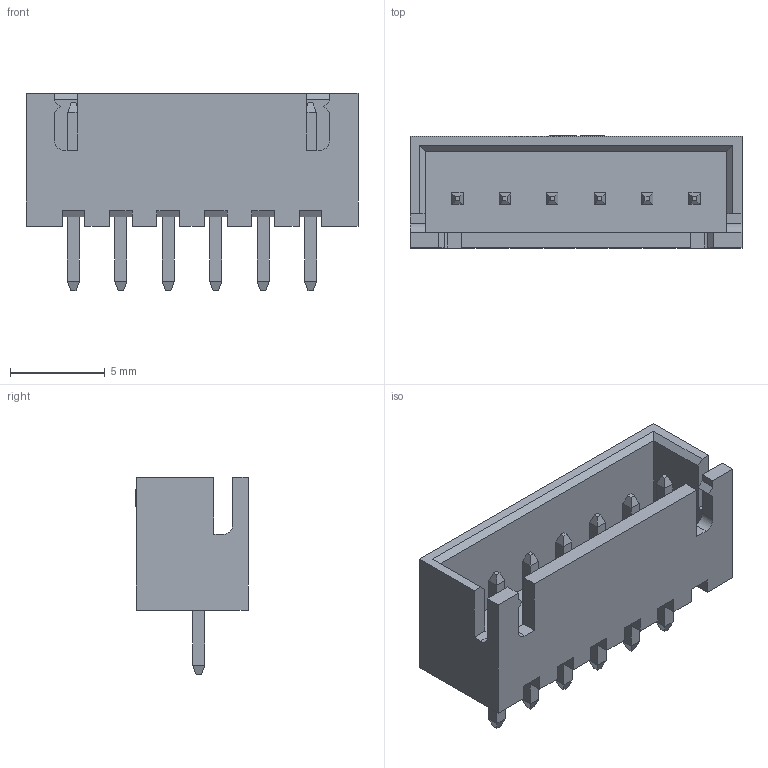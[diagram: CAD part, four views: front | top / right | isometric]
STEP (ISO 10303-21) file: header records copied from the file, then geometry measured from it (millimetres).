
FILE_DESCRIPTION (( 'STEP AP214' ), '1' );
FILE_NAME ('CONN-TH_6P-P2.50_ZX-XH2.54-6PZZ.STEP', '2023-07-14T00:29:07', ( 'PC' ), ( 'Microsoft' ), 'SwSTEP 2.0', 'SolidWorks 2020', '' );
FILE_SCHEMA (( 'AUTOMOTIVE_DESIGN' ));
Length unit declared in the file: millimetre
Products named in the file (1): CONN-TH_6P-P2.50_ZX-XH2.54-6PZZ
Bounding box: 17.5 x 5.91 x 10.4 mm (x, y, z)
Volume: 363.6 mm3; surface area: 872.2 mm2
Topology: 1 solids, 1 shells, 405 faces, 1066 edges, 694 vertices
Faces by surface type: plane 303, bspline 98, cylinder 4
Entity records: 17269 total; most frequent: CARTESIAN_POINT 3472, ORIENTED_EDGE 2132, DIRECTION 1490, EDGE_CURVE 1066, VECTOR 858, LINE 858, VERTEX_POINT 694, EDGE_LOOP 436
